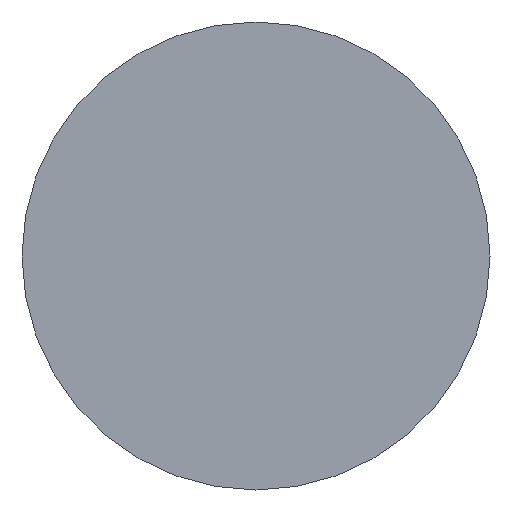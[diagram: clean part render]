
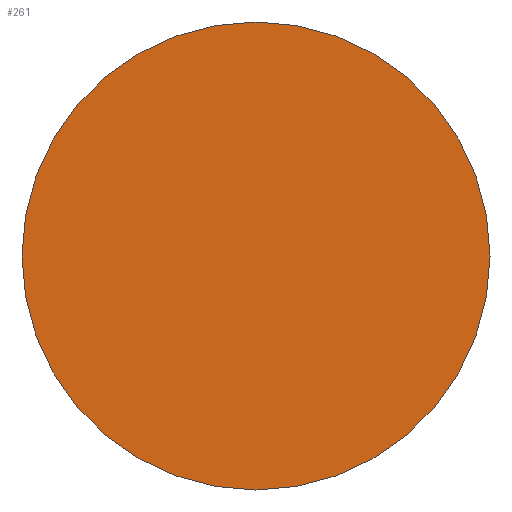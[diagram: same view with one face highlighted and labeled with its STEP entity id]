
A CAD part, left-side view. The second image highlights one B-rep face of the part: STEP entity #261.
In plain terms, the highlighted planar face has unit normal (-1, 0, 0).
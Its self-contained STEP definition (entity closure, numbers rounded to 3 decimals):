
#5 = EDGE_LOOP ( 'NONE', ( #236, #330 ) ) ;
#81 = CARTESIAN_POINT ( 'NONE',  ( -2., 0., 0. ) ) ;
#87 = CARTESIAN_POINT ( 'NONE',  ( -2., 0., 0. ) ) ;
#112 = CARTESIAN_POINT ( 'NONE',  ( -2., 0., 0. ) ) ;
#133 = VERTEX_POINT ( 'NONE', #370 ) ;
#136 = EDGE_CURVE ( 'NONE', #297, #133, #221, .T. ) ;
#141 = CIRCLE ( 'NONE', #213, 9. ) ;
#144 = DIRECTION ( 'NONE',  ( -1., 0., 0. ) ) ;
#146 = DIRECTION ( 'NONE',  ( 0., 0., 1. ) ) ;
#147 = AXIS2_PLACEMENT_3D ( 'NONE', #87, #302, #321 ) ;
#149 = CARTESIAN_POINT ( 'NONE',  ( -2., 0., -9. ) ) ;
#173 = DIRECTION ( 'NONE',  ( -1., 0., 0. ) ) ;
#213 = AXIS2_PLACEMENT_3D ( 'NONE', #81, #144, #146 ) ;
#221 = CIRCLE ( 'NONE', #267, 9. ) ;
#223 = EDGE_CURVE ( 'NONE', #133, #297, #141, .T. ) ;
#236 = ORIENTED_EDGE ( 'NONE', *, *, #223, .T. ) ;
#261 = ADVANCED_FACE ( 'NONE', ( #372 ), #340, .F. ) ;
#267 = AXIS2_PLACEMENT_3D ( 'NONE', #112, #173, #342 ) ;
#297 = VERTEX_POINT ( 'NONE', #149 ) ;
#302 = DIRECTION ( 'NONE',  ( 1., 0., 0. ) ) ;
#321 = DIRECTION ( 'NONE',  ( 0., 0., -1. ) ) ;
#330 = ORIENTED_EDGE ( 'NONE', *, *, #136, .T. ) ;
#340 = PLANE ( 'NONE',  #147 ) ;
#342 = DIRECTION ( 'NONE',  ( 0., 0., 1. ) ) ;
#370 = CARTESIAN_POINT ( 'NONE',  ( -2., 0., 9. ) ) ;
#372 = FACE_OUTER_BOUND ( 'NONE', #5, .T. ) ;
